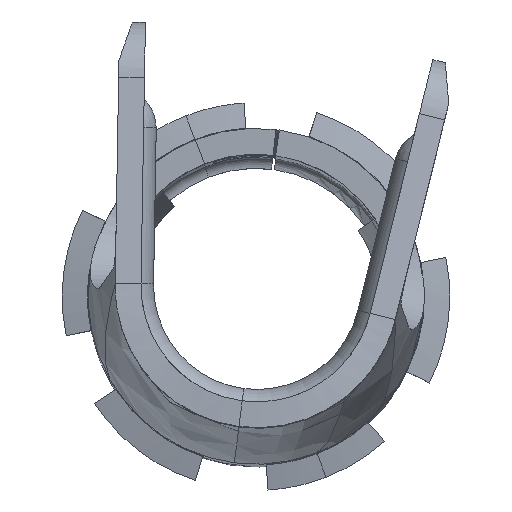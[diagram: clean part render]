
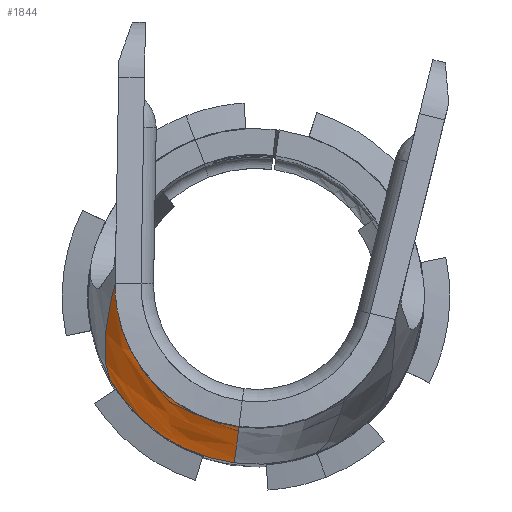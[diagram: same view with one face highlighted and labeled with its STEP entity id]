
A CAD part, top view. The second image highlights one B-rep face of the part: STEP entity #1844.
In plain terms, the highlighted free-form (B-spline) face has degree [5, 3] with [9, 4] control points.
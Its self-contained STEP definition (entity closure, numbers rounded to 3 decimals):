
#1081=AXIS2_PLACEMENT_3D('Circle Axis2P3D',#1079,#1080,$) ;
#797=CARTESIAN_POINT('Vertex',(2.736,0.963,29.65)) ;
#1074=CARTESIAN_POINT('Vertex',(0.82,3.181,29.65)) ;
#1079=CARTESIAN_POINT('Axis2P3D Location',(3.02,3.144,29.65)) ;
#1122=CARTESIAN_POINT('Control Point',(2.665,0.417,25.6)) ;
#1123=CARTESIAN_POINT('Control Point',(2.665,0.417,26.962)) ;
#1124=CARTESIAN_POINT('Control Point',(2.736,0.963,28.288)) ;
#1125=CARTESIAN_POINT('Control Point',(2.736,0.963,29.65)) ;
#1126=CARTESIAN_POINT('Vertex',(2.665,0.417,25.6)) ;
#1783=CARTESIAN_POINT('Control Point',(2.665,0.417,25.6)) ;
#1784=CARTESIAN_POINT('Control Point',(2.665,0.417,26.962)) ;
#1785=CARTESIAN_POINT('Control Point',(2.736,0.963,28.288)) ;
#1786=CARTESIAN_POINT('Control Point',(2.736,0.963,29.65)) ;
#1787=CARTESIAN_POINT('Control Point',(2.306,0.464,25.6)) ;
#1788=CARTESIAN_POINT('Control Point',(2.232,0.473,26.962)) ;
#1789=CARTESIAN_POINT('Control Point',(2.245,1.026,28.288)) ;
#1790=CARTESIAN_POINT('Control Point',(2.257,1.025,29.65)) ;
#1791=CARTESIAN_POINT('Control Point',(1.955,0.573,25.6)) ;
#1792=CARTESIAN_POINT('Control Point',(1.811,0.618,26.962)) ;
#1793=CARTESIAN_POINT('Control Point',(1.773,1.228,28.283)) ;
#1794=CARTESIAN_POINT('Control Point',(1.796,1.218,29.65)) ;
#1795=CARTESIAN_POINT('Control Point',(1.624,0.743,25.6)) ;
#1796=CARTESIAN_POINT('Control Point',(1.421,0.848,26.961)) ;
#1797=CARTESIAN_POINT('Control Point',(1.372,1.56,28.274)) ;
#1798=CARTESIAN_POINT('Control Point',(1.395,1.538,29.65)) ;
#1799=CARTESIAN_POINT('Control Point',(1.235,1.043,25.6)) ;
#1800=CARTESIAN_POINT('Control Point',(0.987,1.251,26.96)) ;
#1801=CARTESIAN_POINT('Control Point',(1.001,2.116,28.255)) ;
#1802=CARTESIAN_POINT('Control Point',(1.014,2.087,29.65)) ;
#1803=CARTESIAN_POINT('Control Point',(0.929,1.417,25.6)) ;
#1804=CARTESIAN_POINT('Control Point',(0.683,1.739,26.965)) ;
#1805=CARTESIAN_POINT('Control Point',(0.851,2.73,28.227)) ;
#1806=CARTESIAN_POINT('Control Point',(0.854,2.713,29.65)) ;
#1807=CARTESIAN_POINT('Control Point',(0.858,1.515,25.6)) ;
#1808=CARTESIAN_POINT('Control Point',(0.616,1.864,26.964)) ;
#1809=CARTESIAN_POINT('Control Point',(0.829,2.899,28.222)) ;
#1810=CARTESIAN_POINT('Control Point',(0.828,2.873,29.65)) ;
#1811=CARTESIAN_POINT('Control Point',(0.795,1.613,25.6)) ;
#1812=CARTESIAN_POINT('Control Point',(0.559,1.99,26.97)) ;
#1813=CARTESIAN_POINT('Control Point',(0.818,3.029,28.21)) ;
#1814=CARTESIAN_POINT('Control Point',(0.817,3.027,29.65)) ;
#1815=CARTESIAN_POINT('Control Point',(0.738,1.714,25.6)) ;
#1816=CARTESIAN_POINT('Control Point',(0.511,2.116,26.971)) ;
#1817=CARTESIAN_POINT('Control Point',(0.82,3.181,28.203)) ;
#1818=CARTESIAN_POINT('Control Point',(0.82,3.181,29.65)) ;
#1820=CARTESIAN_POINT('Control Point',(0.738,1.714,25.6)) ;
#1821=CARTESIAN_POINT('Control Point',(0.511,2.116,26.971)) ;
#1822=CARTESIAN_POINT('Control Point',(0.82,3.181,28.203)) ;
#1823=CARTESIAN_POINT('Control Point',(0.82,3.181,29.65)) ;
#1824=CARTESIAN_POINT('Vertex',(0.738,1.714,25.6)) ;
#1828=CARTESIAN_POINT('Control Point',(2.665,0.417,25.6)) ;
#1829=CARTESIAN_POINT('Control Point',(2.306,0.464,25.6)) ;
#1830=CARTESIAN_POINT('Control Point',(1.955,0.573,25.6)) ;
#1831=CARTESIAN_POINT('Control Point',(1.624,0.743,25.6)) ;
#1832=CARTESIAN_POINT('Control Point',(1.235,1.043,25.6)) ;
#1833=CARTESIAN_POINT('Control Point',(0.929,1.417,25.6)) ;
#1834=CARTESIAN_POINT('Control Point',(0.858,1.515,25.6)) ;
#1835=CARTESIAN_POINT('Control Point',(0.795,1.613,25.6)) ;
#1836=CARTESIAN_POINT('Control Point',(0.738,1.714,25.6)) ;
#1080=DIRECTION('Axis2P3D Direction',(0.,0.,-1.)) ;
#1839=ORIENTED_EDGE('',*,*,#1083,.T.) ;
#1840=ORIENTED_EDGE('',*,*,#1826,.F.) ;
#1841=ORIENTED_EDGE('',*,*,#1837,.T.) ;
#1842=ORIENTED_EDGE('',*,*,#1128,.T.) ;
#1844=ADVANCED_FACE('BUKO WM4 C.1\\Hauptkoerper',(#1843),#1782,.F.) ;
#1121=B_SPLINE_CURVE_WITH_KNOTS('',3,(#1122,#1123,#1124,#1125),.UNSPECIFIED.,.F.,.U.,(4,4),(0.,4.206),.UNSPECIFIED.) ;
#1819=B_SPLINE_CURVE_WITH_KNOTS('',3,(#1820,#1821,#1822,#1823),.UNSPECIFIED.,.F.,.U.,(4,4),(0.,4.35),.UNSPECIFIED.) ;
#1827=B_SPLINE_CURVE_WITH_KNOTS('',5,(#1828,#1829,#1830,#1831,#1832,#1833,#1834,#1835,#1836),.UNSPECIFIED.,.F.,.U.,(6,3,6),(0.,2.261,2.972),.UNSPECIFIED.) ;
#1782=B_SPLINE_SURFACE_WITH_KNOTS('',5,3,((#1783,#1784,#1785,#1786),(#1787,#1788,#1789,#1790),(#1791,#1792,#1793,#1794),(#1795,#1796,#1797,#1798),(#1799,#1800,#1801,#1802),(#1803,#1804,#1805,#1806),(#1807,#1808,#1809,#1810),(#1811,#1812,#1813,#1814),(#1815,#1816,#1817,#1818)),.UNSPECIFIED.,.F.,.F.,.U.,(6,3,6),(4,4),(0.,2.261,2.972),(0.,4.35),.UNSPECIFIED.) ;
#1082=CIRCLE('generated circle',#1081,2.2) ;
#1083=EDGE_CURVE('',#798,#1075,#1082,.T.) ;
#1128=EDGE_CURVE('',#1127,#798,#1121,.T.) ;
#1826=EDGE_CURVE('',#1825,#1075,#1819,.T.) ;
#1837=EDGE_CURVE('',#1825,#1127,#1827,.F.) ;
#1838=EDGE_LOOP('',(#1839,#1840,#1841,#1842)) ;
#1843=FACE_OUTER_BOUND('',#1838,.T.) ;
#798=VERTEX_POINT('',#797) ;
#1075=VERTEX_POINT('',#1074) ;
#1127=VERTEX_POINT('',#1126) ;
#1825=VERTEX_POINT('',#1824) ;
